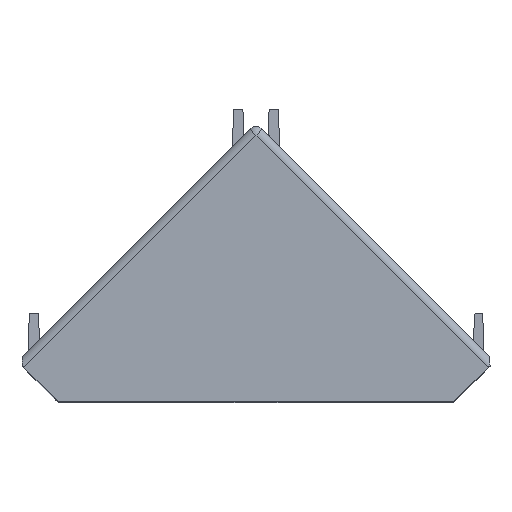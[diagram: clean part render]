
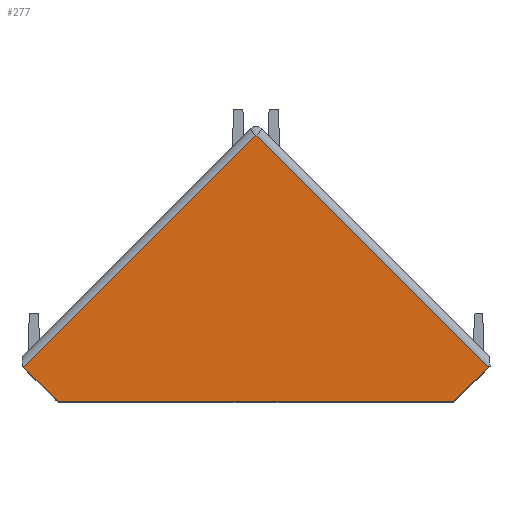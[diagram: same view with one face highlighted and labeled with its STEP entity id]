
A CAD part, top view. The second image highlights one B-rep face of the part: STEP entity #277.
In plain terms, the highlighted planar face has unit normal (0, 0.009, 1).
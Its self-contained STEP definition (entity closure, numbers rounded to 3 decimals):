
#277=ADVANCED_FACE('NONE',(#721),#722,.T.);
#721=FACE_OUTER_BOUND('',#1319,.T.);
#722=PLANE('',#1320);
#1319=EDGE_LOOP('',(#2599,#2600,#2601,#2602,#2603));
#1320=AXIS2_PLACEMENT_3D('',#2604,#2605,#2606);
#2599=ORIENTED_EDGE('',*,*,#4168,.T.);
#2600=ORIENTED_EDGE('',*,*,#4191,.T.);
#2601=ORIENTED_EDGE('',*,*,#4192,.T.);
#2602=ORIENTED_EDGE('',*,*,#4180,.T.);
#2603=ORIENTED_EDGE('',*,*,#4155,.T.);
#2604=CARTESIAN_POINT('',(-22.862,0.,20.0));
#2605=DIRECTION('',(0.,0.009,1.));
#2606=DIRECTION('',(1.0,0.,0.0));
#4155=EDGE_CURVE('NONE',#5054,#5052,#5055,.T.);
#4168=EDGE_CURVE('NONE',#5052,#5073,#5075,.T.);
#4180=EDGE_CURVE('NONE',#5091,#5054,#5092,.T.);
#4191=EDGE_CURVE('NONE',#5073,#5104,#5105,.T.);
#4192=EDGE_CURVE('NONE',#5104,#5091,#5106,.T.);
#5052=VERTEX_POINT('NONE',#6758);
#5054=VERTEX_POINT('NONE',#6761);
#5055=LINE('',#6762,#6763);
#5073=VERTEX_POINT('NONE',#6827);
#5075=LINE('',#6839,#6840);
#5091=VERTEX_POINT('NONE',#6918);
#5092=LINE('',#6919,#6920);
#5104=VERTEX_POINT('NONE',#6976);
#5105=LINE('',#6977,#6978);
#5106=LINE('',#6979,#6980);
#6758=CARTESIAN_POINT('',(22.862,0.,20.0));
#6761=CARTESIAN_POINT('',(-22.862,0.,20.0));
#6762=CARTESIAN_POINT('',(-22.862,0.,20.0));
#6763=VECTOR('',#8162,1000.0);
#6827=CARTESIAN_POINT('',(26.874,4.013,19.965));
#6839=CARTESIAN_POINT('',(22.862,0.,20.0));
#6840=VECTOR('',#8169,1000.0);
#6918=CARTESIAN_POINT('',(-26.874,4.013,19.965));
#6919=CARTESIAN_POINT('',(-22.862,0.,20.0));
#6920=VECTOR('',#8172,1000.0);
#6976=CARTESIAN_POINT('',(0.,30.887,19.73));
#6977=CARTESIAN_POINT('',(-0.703,31.59,19.724));
#6978=VECTOR('',#8177,1000.0);
#6979=CARTESIAN_POINT('',(-26.374,4.513,19.961));
#6980=VECTOR('',#8178,1000.0);
#8162=DIRECTION('',(1.0,0.,0.0));
#8169=DIRECTION('',(0.707,0.707,-0.006));
#8172=DIRECTION('',(0.707,-0.707,0.006));
#8177=DIRECTION('',(-0.707,0.707,-0.006));
#8178=DIRECTION('',(-0.707,-0.707,0.006));
